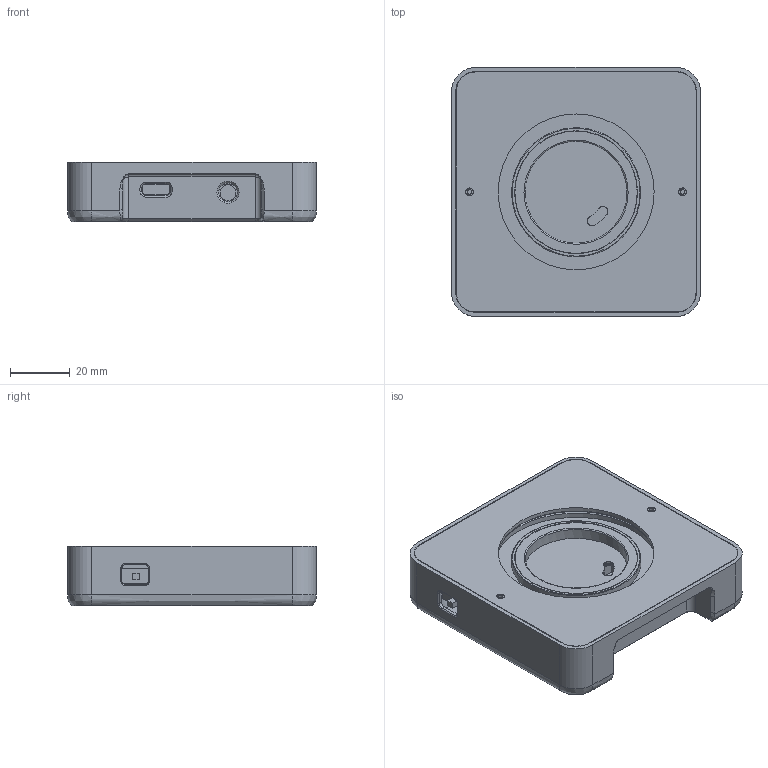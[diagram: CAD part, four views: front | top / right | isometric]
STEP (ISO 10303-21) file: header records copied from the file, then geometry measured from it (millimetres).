
FILE_DESCRIPTION(('HOOPS Exchange Step'),'2;1');
FILE_NAME('ha-voice-pe.stp','2025-01-11T21:00:25+01:00',('luka'),('Unknown organisation'),'HOOPS Exchange 2024.2','HOOPS Exchange','Unknown authorisation');
FILE_SCHEMA( ('AP203_CONFIGURATION_CONTROLLED_3D_DESIGN_OF_MECHANICAL_PARTS_AND_ASSEMBLIES_MIM_LF') );
Length unit declared in the file: millimetre
Products named in the file (1): root
Bounding box: 83 x 83 x 20 mm (x, y, z)
Volume: 63631 mm3; surface area: 59663.7 mm2
Topology: 4 solids, 4 shells, 1412 faces, 4005 edges, 2704 vertices
Faces by surface type: plane 1000, cylinder 263, bspline 77, cone 52, torus 20
Full cylindrical faces by diameter (mm): 1.4 x78, 1.5 x2, 1.694 x3, 1.707 x1, 2 x1, 2.22 x4, 3.2 x8, 3.788 x1, 3.799 x1, 4.685 x4, 6.19 x1, 6.5 x4, 7.246 x4, 9.4 x7, 34.021 x1, 43.037 x1, 52 x1, 54.196 x1, 58.068 x1
Entity records: 51051 total; most frequent: CARTESIAN_POINT 13891, ORIENTED_EDGE 8002, DIRECTION 7295, EDGE_CURVE 4001, VECTOR 2923, LINE 2923, VERTEX_POINT 2704, AXIS2_PLACEMENT_3D 2186
